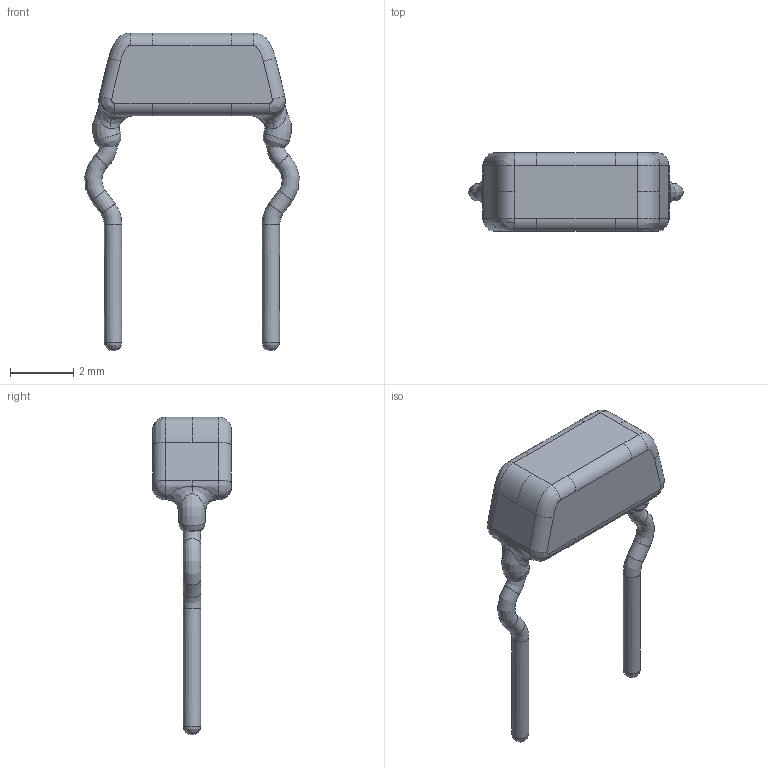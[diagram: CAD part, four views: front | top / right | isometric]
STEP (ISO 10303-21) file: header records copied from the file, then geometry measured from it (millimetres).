
FILE_DESCRIPTION(/* description */ (''),/* implementation_level */ '2;1');
FILE_NAME(/* name */ 'cap cer TH P5mm',/* time_stamp */ '2018-07-26T14:58:49+02:00',/* author */ (''),/* organization */ (''),/* preprocessor_version */ 'ST-DEVELOPER v16.5',/* originating_system */ '',/* authorisation */ '');
FILE_SCHEMA (('AUTOMOTIVE_DESIGN'));
Length unit declared in the file: millimetre
Products named in the file (1): Document
Bounding box: 6.8 x 2.5 x 10.07 mm (x, y, z)
Volume: 35.8 mm3; surface area: 116.6 mm2
Topology: 1 solids, 7 shells, 72 faces, 182 edges, 112 vertices
Faces by surface type: bspline 66, plane 6
Entity records: 4325 total; most frequent: CARTESIAN_POINT 3355, ORIENTED_EDGE 328, EDGE_CURVE 176, VERTEX_POINT 112, ADVANCED_FACE 72, FACE_OUTER_BOUND 72, EDGE_LOOP 72, B_SPLINE_CURVE_WITH_KNOTS 15
